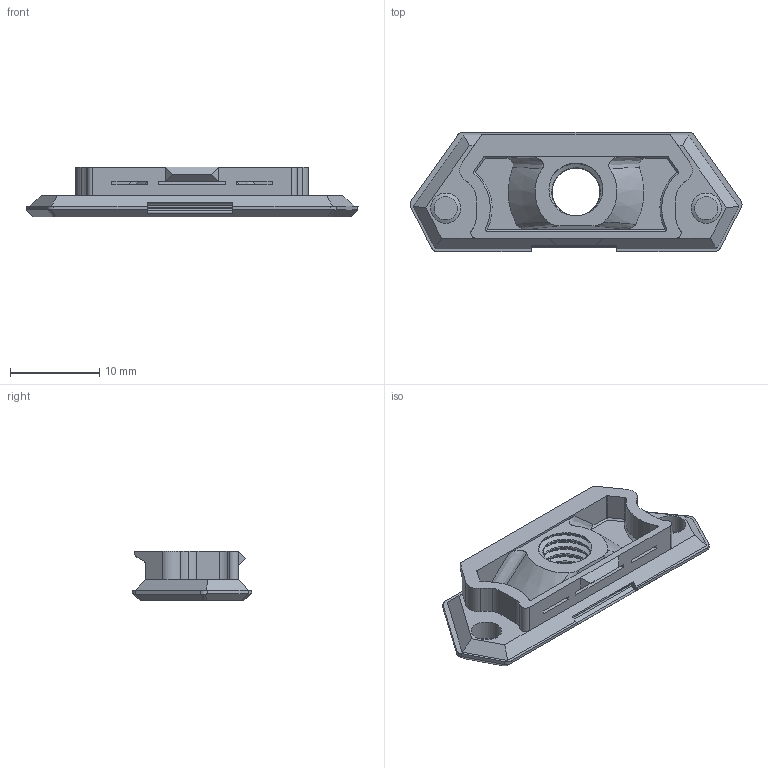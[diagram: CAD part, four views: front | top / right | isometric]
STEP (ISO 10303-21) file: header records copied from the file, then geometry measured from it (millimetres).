
FILE_DESCRIPTION(/* description */ (''),/* implementation_level */ '2;1');
FILE_NAME(/* name */ 'PC6_Bottom_Bowden.step',/* time_stamp */ '2025-04-05T16:31:09+02:00',/* author */ (''),/* organization */ (''),/* preprocessor_version */ 'ST-DEVELOPER v20.1',/* originating_system */ 'Autodesk Translation Framework v14.4.0.0',/* authorisation */ '');
FILE_SCHEMA (('AUTOMOTIVE_DESIGN { 1 0 10303 214 3 1 1 }'));
Length unit declared in the file: millimetre
Products named in the file (1): PC6_Bowden (1) (1)
Bounding box: 37.23 x 13.38 x 5.61 mm (x, y, z)
Volume: 1212.5 mm3; surface area: 1623.1 mm2
Topology: 1 solids, 1 shells, 168 faces, 475 edges, 307 vertices
Faces by surface type: plane 92, cylinder 46, cone 21, bspline 9
Full cylindrical faces by diameter (mm): 3.4 x2, 6.447 x3, 8.6 x1
Entity records: 8832 total; most frequent: CARTESIAN_POINT 4558, ORIENTED_EDGE 938, DIRECTION 810, EDGE_CURVE 469, VERTEX_POINT 307, AXIS2_PLACEMENT_3D 273, LINE 264, VECTOR 264
